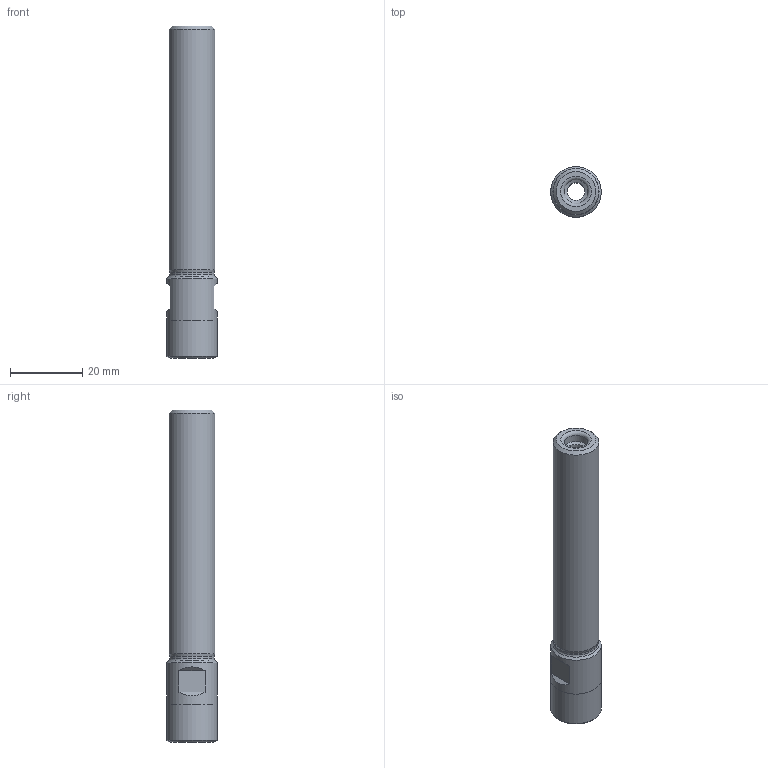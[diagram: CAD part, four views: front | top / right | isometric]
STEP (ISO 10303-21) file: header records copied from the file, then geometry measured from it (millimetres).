
FILE_DESCRIPTION(/* description */ (''),/* implementation_level */ '2;1');
FILE_NAME(/* name */ '261311141.stp',/* time_stamp */ '2021-01-19T15:10:31',/* author */ ('LRA'),/* organization */ ('REGO-FIX'),/* preprocessor_version */ ' Unknown',/* originating_system */ 'SIEMENS PLM Software Solid Edge ST10',/* authorization */ 'Unknown');
FILE_SCHEMA (('AUTOMOTIVE_DESIGN { 1 0 10303 214 2 1 1}'));
Length unit declared in the file: millimetre
Products named in the file (1): NOCUT
Bounding box: 14 x 14 x 92 mm (x, y, z)
Volume: 9635.1 mm3; surface area: 5555.4 mm2
Topology: 1 solids, 1 shells, 27 faces, 58 edges, 34 vertices
Faces by surface type: cylinder 9, plane 8, cone 7, torus 3
Full cylindrical faces by diameter (mm): 4.917 x3, 6.5 x1, 7.5 x1, 12.3 x1, 12.7 x1, 14 x2
Entity records: 812 total; most frequent: DIRECTION 120, CARTESIAN_POINT 93, ORIENTED_EDGE 66, AXIS2_PLACEMENT_3D 56, EDGE_LOOP 50, FACE_BOUND 50, EDGE_CURVE 33, VERTEX_POINT 29
